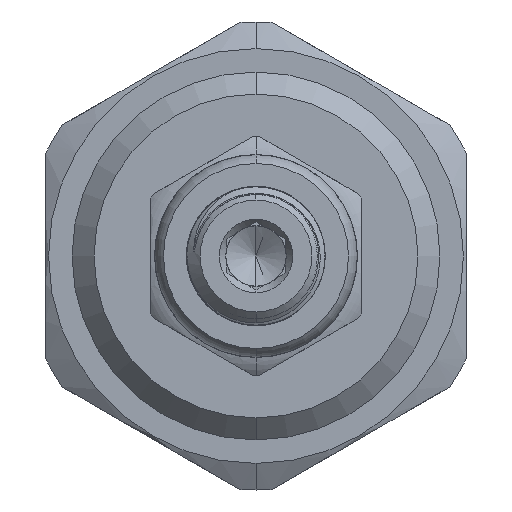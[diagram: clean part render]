
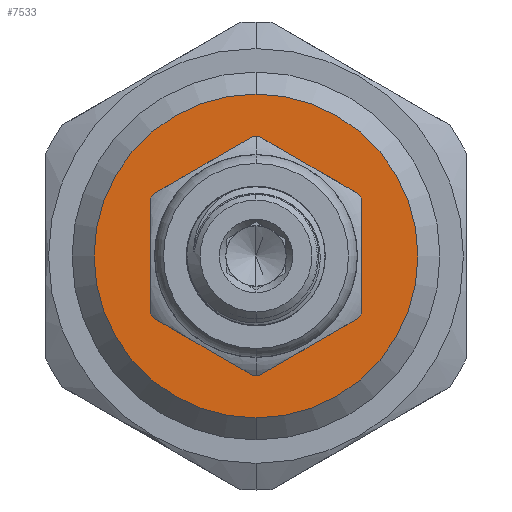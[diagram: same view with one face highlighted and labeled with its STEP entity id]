
A CAD part, left-side view. The second image highlights one B-rep face of the part: STEP entity #7533.
In plain terms, the highlighted planar face has unit normal (-1, 0, 0).
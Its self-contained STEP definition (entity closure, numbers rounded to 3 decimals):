
#1662 = VERTEX_POINT ( 'NONE', #10931 ) ;
#1870 = CIRCLE ( 'NONE', #5933, 11. ) ;
#1913 = CIRCLE ( 'NONE', #5965, 6.875 ) ;
#3563 = CARTESIAN_POINT ( 'NONE',  ( 0., 0., 0. ) ) ;
#3566 = PLANE ( 'NONE',  #7627 ) ;
#3568 = DIRECTION ( 'NONE',  ( -1., 0., 0. ) ) ;
#3569 = DIRECTION ( 'NONE',  ( 0., 0., 1. ) ) ;
#3688 = CARTESIAN_POINT ( 'NONE',  ( 0., 0., -6.875 ) ) ;
#4306 = CIRCLE ( 'NONE', #5602, 6.875 ) ;
#4371 = FACE_BOUND ( 'NONE', #6710, .T. ) ;
#4379 = FACE_OUTER_BOUND ( 'NONE', #6768, .T. ) ;
#4436 = CIRCLE ( 'NONE', #5583, 11. ) ;
#4820 = DIRECTION ( 'NONE',  ( 0., 0., -1. ) ) ;
#4835 = DIRECTION ( 'NONE',  ( 1., 0., 0. ) ) ;
#4839 = CARTESIAN_POINT ( 'NONE',  ( 0., 0., 0. ) ) ;
#5583 = AXIS2_PLACEMENT_3D ( 'NONE', #8066, #8067, #8068 ) ;
#5602 = AXIS2_PLACEMENT_3D ( 'NONE', #8244, #8245, #8246 ) ;
#5611 = EDGE_CURVE ( 'NONE', #8771, #1662, #1913, .T. ) ;
#5749 = EDGE_CURVE ( 'NONE', #12542, #12682, #1870, .T. ) ;
#5933 = AXIS2_PLACEMENT_3D ( 'NONE', #14307, #14308, #14309 ) ;
#5965 = AXIS2_PLACEMENT_3D ( 'NONE', #4839, #4835, #4820 ) ;
#6710 = EDGE_LOOP ( 'NONE', ( #9951, #10006 ) ) ;
#6768 = EDGE_LOOP ( 'NONE', ( #8778, #9311 ) ) ;
#7533 = ADVANCED_FACE ( 'NONE', ( #4371, #4379 ), #3566, .T. ) ;
#7627 = AXIS2_PLACEMENT_3D ( 'NONE', #3563, #3568, #3569 ) ;
#8066 = CARTESIAN_POINT ( 'NONE',  ( 0., 0., 0. ) ) ;
#8067 = DIRECTION ( 'NONE',  ( 1., 0., 0. ) ) ;
#8068 = DIRECTION ( 'NONE',  ( 0., 0., -1. ) ) ;
#8244 = CARTESIAN_POINT ( 'NONE',  ( 0., 0., 0. ) ) ;
#8245 = DIRECTION ( 'NONE',  ( 1., 0., 0. ) ) ;
#8246 = DIRECTION ( 'NONE',  ( 0., 0., -1. ) ) ;
#8771 = VERTEX_POINT ( 'NONE', #3688 ) ;
#8778 = ORIENTED_EDGE ( 'NONE', *, *, #5749, .F. ) ;
#9311 = ORIENTED_EDGE ( 'NONE', *, *, #12194, .F. ) ;
#9951 = ORIENTED_EDGE ( 'NONE', *, *, #12211, .T. ) ;
#10006 = ORIENTED_EDGE ( 'NONE', *, *, #5611, .T. ) ;
#10931 = CARTESIAN_POINT ( 'NONE',  ( 0., 0., 6.875 ) ) ;
#11683 = CARTESIAN_POINT ( 'NONE',  ( 0., 0., -11. ) ) ;
#11767 = CARTESIAN_POINT ( 'NONE',  ( 0., 0., 11. ) ) ;
#12194 = EDGE_CURVE ( 'NONE', #12682, #12542, #4436, .T. ) ;
#12211 = EDGE_CURVE ( 'NONE', #1662, #8771, #4306, .T. ) ;
#12542 = VERTEX_POINT ( 'NONE', #11683 ) ;
#12682 = VERTEX_POINT ( 'NONE', #11767 ) ;
#14307 = CARTESIAN_POINT ( 'NONE',  ( 0., 0., 0. ) ) ;
#14308 = DIRECTION ( 'NONE',  ( 1., 0., 0. ) ) ;
#14309 = DIRECTION ( 'NONE',  ( 0., 0., -1. ) ) ;
